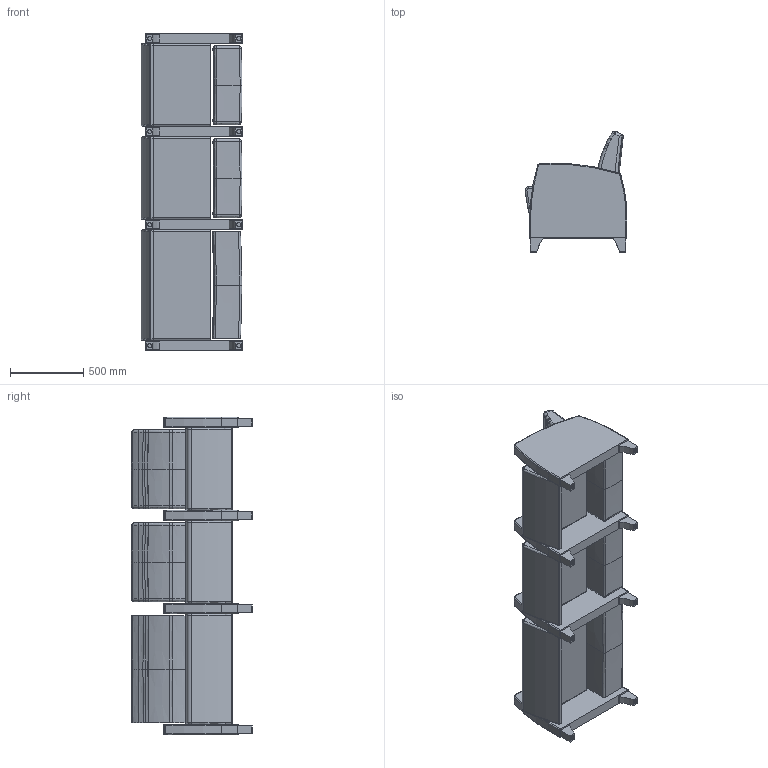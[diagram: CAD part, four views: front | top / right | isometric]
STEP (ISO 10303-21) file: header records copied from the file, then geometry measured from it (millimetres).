
FILE_DESCRIPTION(/* description */ (''),/* implementation_level */ '2;1');
FILE_NAME(/* name */ 'KOU30IBLF (SYMBOL).stp',/* time_stamp */ '2017-03-14T08:04:46-04:00',/* author */ ('emerkel'),/* organization */ (''),/* preprocessor_version */ 'ST-DEVELOPER v16.5',/* originating_system */ 'Autodesk Inventor 2017',/* authorisation */ '');
FILE_SCHEMA (('AUTOMOTIVE_DESIGN { 1 0 10303 214 3 1 1 }'));
Length unit declared in the file: inch
Products named in the file (9): KOU30IBLF (SYMBOL); KOU10B NEW BACK; KOU10 SEAT; KOU10 NEW BACK; KOU10 SEAT_1; KOD10 ARM2; NEW KOU LEG; NEW KOU LEG_1; GLIDE APFAA06-1
Assembly tree (20 placements, depth 3):
  KOU30IBLF (SYMBOL)
    KOU10B NEW BACK
    KOU10 SEAT
    KOU10 NEW BACK  x2
    KOU10 SEAT_1  x2
    KOD10 ARM2  x4
    NEW KOU LEG  x8
      NEW KOU LEG_1
      GLIDE APFAA06-1
Bounding box: 694.61 x 828.37 x 2165.33 mm (x, y, z)
Volume: 406385992 mm3; surface area: 10071909.4 mm2
Topology: 58 solids, 58 shells, 951 faces, 2189 edges, 1364 vertices
Faces by surface type: plane 353, bspline 236, cylinder 152, cone 128, torus 82
Full cylindrical faces by diameter (mm): 10.77 x8, 16.002 x8, 19.05 x8, 28.575 x8
Entity records: 11896 total; most frequent: CARTESIAN_POINT 5636, ORIENTED_EDGE 1304, DIRECTION 1175, EDGE_CURVE 652, AXIS2_PLACEMENT_3D 524, VERTEX_POINT 395, EDGE_LOOP 295, FACE_OUTER_BOUND 287
